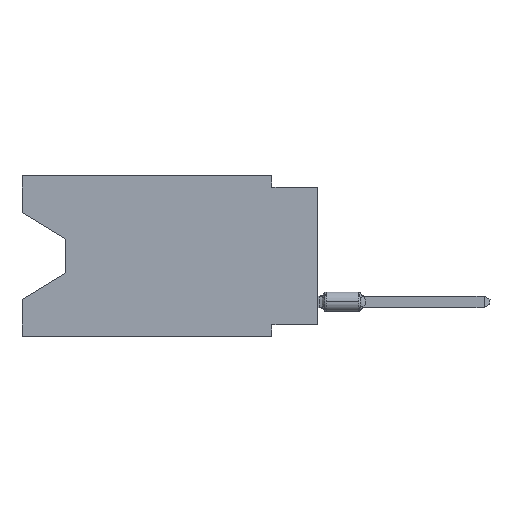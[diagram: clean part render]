
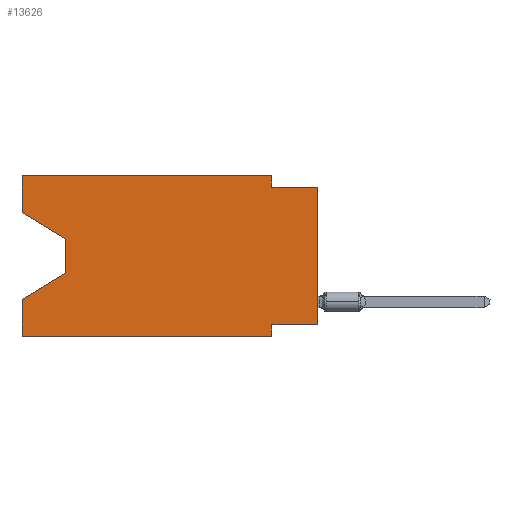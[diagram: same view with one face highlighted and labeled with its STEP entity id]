
A CAD part, left-side view. The second image highlights one B-rep face of the part: STEP entity #13626.
In plain terms, the highlighted planar face has unit normal (-1, 0, 0).
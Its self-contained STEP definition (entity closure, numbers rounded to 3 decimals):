
#10 = CARTESIAN_POINT ( 'NONE',  ( 0., 16.383, 0. ) ) ;
#123 = CARTESIAN_POINT ( 'NONE',  ( 0., 2.54, -8.89 ) ) ;
#337 = CARTESIAN_POINT ( 'NONE',  ( 0., 2.54, -8.89 ) ) ;
#542 = DIRECTION ( 'NONE',  ( 0., 0., -1. ) ) ;
#829 = DIRECTION ( 'NONE',  ( 0., 0., -1. ) ) ;
#932 = CARTESIAN_POINT ( 'NONE',  ( 0., 2.54, 0. ) ) ;
#1105 = VERTEX_POINT ( 'NONE', #15048 ) ;
#1289 = VERTEX_POINT ( 'NONE', #13674 ) ;
#1859 = CARTESIAN_POINT ( 'NONE',  ( 0., 16.383, 0. ) ) ;
#2380 = CARTESIAN_POINT ( 'NONE',  ( 0., 16.383, -6.852 ) ) ;
#2731 = VECTOR ( 'NONE', #4654, 1000. ) ;
#3144 = DIRECTION ( 'NONE',  ( 0., 0., 1. ) ) ;
#3274 = CARTESIAN_POINT ( 'NONE',  ( 0., 2.54, -8.255 ) ) ;
#3327 = AXIS2_PLACEMENT_3D ( 'NONE', #1859, #17636, #8326 ) ;
#3449 = ORIENTED_EDGE ( 'NONE', *, *, #15290, .T. ) ;
#3595 = ORIENTED_EDGE ( 'NONE', *, *, #11925, .F. ) ;
#3632 = VECTOR ( 'NONE', #7362, 1000. ) ;
#3724 = EDGE_CURVE ( 'NONE', #8402, #5987, #11394, .T. ) ;
#3816 = VECTOR ( 'NONE', #829, 1000. ) ;
#3845 = LINE ( 'NONE', #10302, #18851 ) ;
#4153 = CARTESIAN_POINT ( 'NONE',  ( 0., 0., -0.635 ) ) ;
#4315 = ORIENTED_EDGE ( 'NONE', *, *, #8005, .F. ) ;
#4456 = CARTESIAN_POINT ( 'NONE',  ( 0., 16.383, 0. ) ) ;
#4598 = LINE ( 'NONE', #9044, #10081 ) ;
#4654 = DIRECTION ( 'NONE',  ( 0., -1., 0. ) ) ;
#4831 = PLANE ( 'NONE',  #3327 ) ;
#5035 = VECTOR ( 'NONE', #19250, 1000. ) ;
#5331 = DIRECTION ( 'NONE',  ( 0., -1., 0. ) ) ;
#5955 = LINE ( 'NONE', #4153, #7582 ) ;
#5970 = CARTESIAN_POINT ( 'NONE',  ( 0., 13.97, -3.505 ) ) ;
#5987 = VERTEX_POINT ( 'NONE', #10 ) ;
#6028 = CARTESIAN_POINT ( 'NONE',  ( 0., 13.97, -5.385 ) ) ;
#6204 = DIRECTION ( 'NONE',  ( 0., 0., 1. ) ) ;
#6348 = EDGE_CURVE ( 'NONE', #10238, #1105, #15353, .T. ) ;
#7180 = VECTOR ( 'NONE', #19248, 1000. ) ;
#7362 = DIRECTION ( 'NONE',  ( 0., 1., 0. ) ) ;
#7502 = VECTOR ( 'NONE', #6204, 1000. ) ;
#7582 = VECTOR ( 'NONE', #19071, 1000. ) ;
#7680 = LINE ( 'NONE', #20375, #3632 ) ;
#8005 = EDGE_CURVE ( 'NONE', #13752, #13755, #18908, .T. ) ;
#8326 = DIRECTION ( 'NONE',  ( 0., 0., -1. ) ) ;
#8402 = VERTEX_POINT ( 'NONE', #12664 ) ;
#8781 = EDGE_CURVE ( 'NONE', #1105, #1289, #5955, .T. ) ;
#8813 = ORIENTED_EDGE ( 'NONE', *, *, #14222, .F. ) ;
#9044 = CARTESIAN_POINT ( 'NONE',  ( 0., 16.383, -2.038 ) ) ;
#9459 = ORIENTED_EDGE ( 'NONE', *, *, #10771, .T. ) ;
#9758 = CARTESIAN_POINT ( 'NONE',  ( 0., 13.97, -5.385 ) ) ;
#9966 = CARTESIAN_POINT ( 'NONE',  ( 0., 13.97, -3.505 ) ) ;
#10035 = CARTESIAN_POINT ( 'NONE',  ( 0., 0., 0. ) ) ;
#10081 = VECTOR ( 'NONE', #15405, 1000. ) ;
#10238 = VERTEX_POINT ( 'NONE', #10296 ) ;
#10296 = CARTESIAN_POINT ( 'NONE',  ( 0., 2.54, 0. ) ) ;
#10302 = CARTESIAN_POINT ( 'NONE',  ( 0., 16.383, -8.89 ) ) ;
#10650 = VECTOR ( 'NONE', #3144, 1000. ) ;
#10741 = ORIENTED_EDGE ( 'NONE', *, *, #19981, .T. ) ;
#10771 = EDGE_CURVE ( 'NONE', #11692, #13755, #17567, .T. ) ;
#11227 = LINE ( 'NONE', #10035, #7180 ) ;
#11394 = LINE ( 'NONE', #17836, #7502 ) ;
#11692 = VERTEX_POINT ( 'NONE', #9758 ) ;
#11925 = EDGE_CURVE ( 'NONE', #5987, #10238, #20635, .T. ) ;
#12128 = VERTEX_POINT ( 'NONE', #3274 ) ;
#12652 = ORIENTED_EDGE ( 'NONE', *, *, #8781, .F. ) ;
#12664 = CARTESIAN_POINT ( 'NONE',  ( 0., 16.383, -2.038 ) ) ;
#13270 = DIRECTION ( 'NONE',  ( 0., 0., -1. ) ) ;
#13274 = ORIENTED_EDGE ( 'NONE', *, *, #6348, .F. ) ;
#13570 = ORIENTED_EDGE ( 'NONE', *, *, #3724, .F. ) ;
#13626 = ADVANCED_FACE ( 'NONE', ( #19525 ), #4831, .F. ) ;
#13674 = CARTESIAN_POINT ( 'NONE',  ( 0., 0., -0.635 ) ) ;
#13728 = CARTESIAN_POINT ( 'NONE',  ( 0., 16.383, -8.89 ) ) ;
#13752 = VERTEX_POINT ( 'NONE', #13728 ) ;
#13755 = VERTEX_POINT ( 'NONE', #2380 ) ;
#13837 = CARTESIAN_POINT ( 'NONE',  ( 0., 0., -8.255 ) ) ;
#14222 = EDGE_CURVE ( 'NONE', #12128, #16982, #15076, .T. ) ;
#14484 = ORIENTED_EDGE ( 'NONE', *, *, #18566, .T. ) ;
#14847 = LINE ( 'NONE', #9966, #16976 ) ;
#15048 = CARTESIAN_POINT ( 'NONE',  ( 0., 2.54, -0.635 ) ) ;
#15076 = LINE ( 'NONE', #337, #19229 ) ;
#15225 = VERTEX_POINT ( 'NONE', #5970 ) ;
#15290 = EDGE_CURVE ( 'NONE', #8402, #15225, #4598, .T. ) ;
#15353 = LINE ( 'NONE', #932, #3816 ) ;
#15405 = DIRECTION ( 'NONE',  ( 0., -0.855, -0.519 ) ) ;
#16976 = VECTOR ( 'NONE', #13270, 1000. ) ;
#16982 = VERTEX_POINT ( 'NONE', #123 ) ;
#17567 = LINE ( 'NONE', #6028, #5035 ) ;
#17636 = DIRECTION ( 'NONE',  ( 1., 0., 0. ) ) ;
#17836 = CARTESIAN_POINT ( 'NONE',  ( 0., 16.383, 0. ) ) ;
#18566 = EDGE_CURVE ( 'NONE', #19235, #1289, #11227, .T. ) ;
#18851 = VECTOR ( 'NONE', #5331, 1000. ) ;
#18908 = LINE ( 'NONE', #19223, #10650 ) ;
#18923 = ORIENTED_EDGE ( 'NONE', *, *, #19172, .F. ) ;
#18972 = EDGE_LOOP ( 'NONE', ( #3449, #10741, #9459, #4315, #19854, #8813, #18923, #14484, #12652, #13274, #3595, #13570 ) ) ;
#19071 = DIRECTION ( 'NONE',  ( 0., -1., 0. ) ) ;
#19172 = EDGE_CURVE ( 'NONE', #19235, #12128, #7680, .T. ) ;
#19223 = CARTESIAN_POINT ( 'NONE',  ( 0., 16.383, 0. ) ) ;
#19229 = VECTOR ( 'NONE', #542, 1000. ) ;
#19235 = VERTEX_POINT ( 'NONE', #13837 ) ;
#19248 = DIRECTION ( 'NONE',  ( 0., 0., 1. ) ) ;
#19250 = DIRECTION ( 'NONE',  ( 0., 0.855, -0.519 ) ) ;
#19519 = EDGE_CURVE ( 'NONE', #13752, #16982, #3845, .T. ) ;
#19525 = FACE_OUTER_BOUND ( 'NONE', #18972, .T. ) ;
#19854 = ORIENTED_EDGE ( 'NONE', *, *, #19519, .T. ) ;
#19981 = EDGE_CURVE ( 'NONE', #15225, #11692, #14847, .T. ) ;
#20375 = CARTESIAN_POINT ( 'NONE',  ( 0., 0., -8.255 ) ) ;
#20635 = LINE ( 'NONE', #4456, #2731 ) ;
